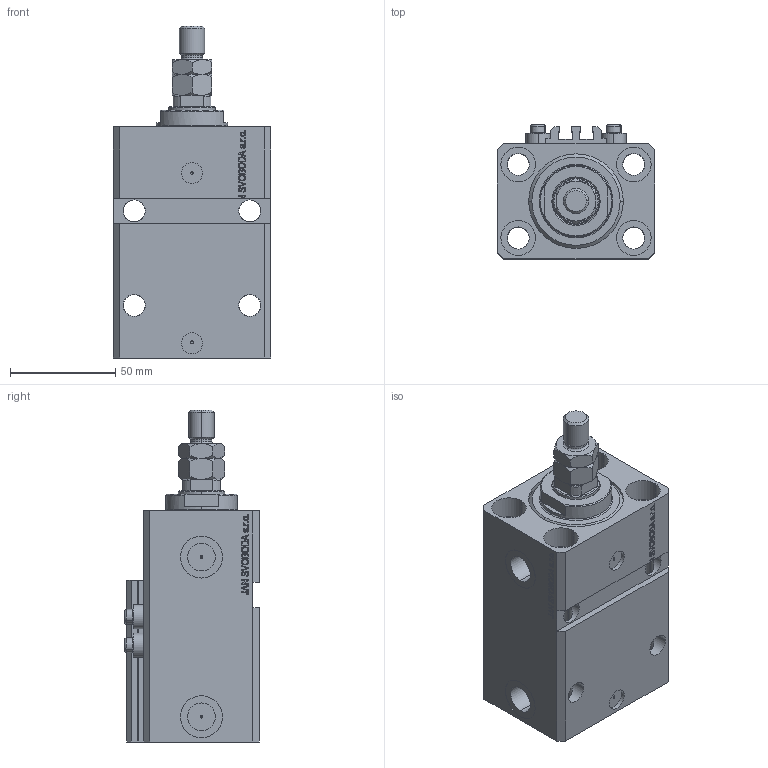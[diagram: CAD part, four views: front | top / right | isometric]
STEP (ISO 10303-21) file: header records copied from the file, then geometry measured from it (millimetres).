
FILE_DESCRIPTION (( 'STEP AP203' ), '1' );
FILE_NAME ('c23f.STEP', '2023-10-07T20:20:22', ( '' ), ( '' ), 'SwSTEP 2.0', 'SolidWorks 2019', '' );
FILE_SCHEMA (( 'CONFIG_CONTROL_DESIGN' ));
Length unit declared in the file: millimetre
Products named in the file (6): V250CE_C_VCP d3fdad2dbe0271a51aa3f779b3e07d2a; c23f; ALLEN BOLT V250CE d3fdad2dbe0271a51aa3f779b3e07d2a; V250CE_VC_E d3fdad2dbe0271a51aa3f779b3e07d2a; V250CE_E_Body d3fdad2dbe0271a51aa3f779b3e07d2a; MTA d3fdad2dbe0271a51aa3f779b3e07d2a
Assembly tree (8 placements, depth 2):
  c23f
    V250CE_E_Body d3fdad2dbe0271a51aa3f779b3e07d2a
    ALLEN BOLT V250CE d3fdad2dbe0271a51aa3f779b3e07d2a  x4
    V250CE_C_VCP d3fdad2dbe0271a51aa3f779b3e07d2a
    V250CE_VC_E d3fdad2dbe0271a51aa3f779b3e07d2a
    MTA d3fdad2dbe0271a51aa3f779b3e07d2a
Bounding box: 75 x 64 x 158 mm (x, y, z)
Volume: 384692.8 mm3; surface area: 99108.4 mm2
Topology: 9 solids, 9 shells, 1149 faces, 2848 edges, 1825 vertices
Faces by surface type: plane 533, bspline 354, cylinder 162, cone 84, torus 16
Entity records: 49459 total; most frequent: CARTESIAN_POINT 25484, ORIENTED_EDGE 5386, DIRECTION 3619, EDGE_CURVE 2693, VERTEX_POINT 1741, VECTOR 1575, LINE 1575, EDGE_LOOP 1216
